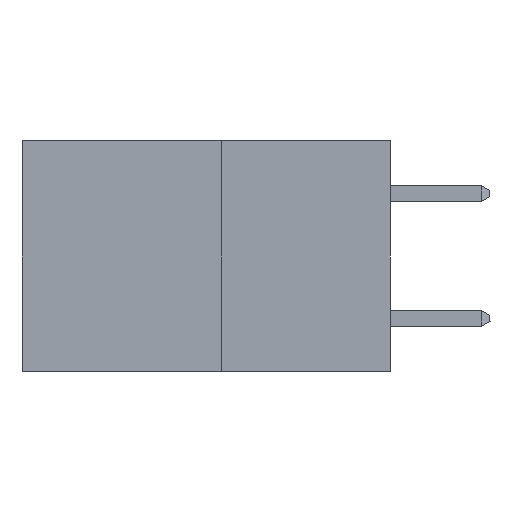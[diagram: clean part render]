
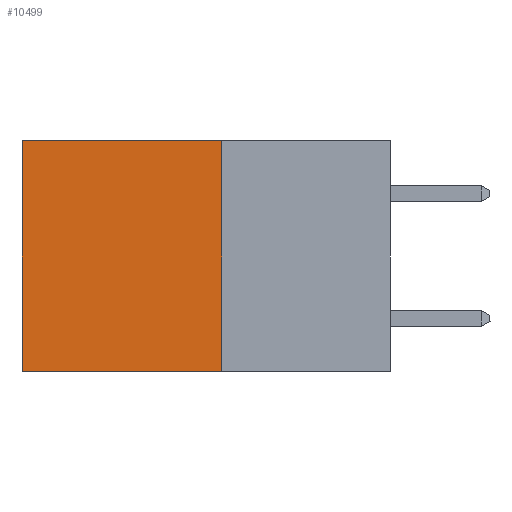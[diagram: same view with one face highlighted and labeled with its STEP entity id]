
A CAD part, left-side view. The second image highlights one B-rep face of the part: STEP entity #10499.
In plain terms, the highlighted planar face has unit normal (-1, 0, 0).
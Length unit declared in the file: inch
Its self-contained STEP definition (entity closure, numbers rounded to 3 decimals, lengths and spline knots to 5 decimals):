
#806 = DIRECTION ( 'NONE',  ( 1., 0., 0. ) ) ;
#3604 = ORIENTED_EDGE ( 'NONE', *, *, #6050, .F. ) ;
#4116 = EDGE_LOOP ( 'NONE', ( #16671, #3604, #18101, #19149 ) ) ;
#4626 = DIRECTION ( 'NONE',  ( 0., 0., -1. ) ) ;
#4755 = LINE ( 'NONE', #7942, #15276 ) ;
#5114 = CARTESIAN_POINT ( 'NONE',  ( 0.277, 0.59, 0. ) ) ;
#5993 = CARTESIAN_POINT ( 'NONE',  ( 0.277, 0.59, -0.37 ) ) ;
#6050 = EDGE_CURVE ( 'NONE', #25197, #26322, #4755, .T. ) ;
#6268 = CARTESIAN_POINT ( 'NONE',  ( 0.277, 0.27, 0. ) ) ;
#7773 = AXIS2_PLACEMENT_3D ( 'NONE', #11259, #806, #15504 ) ;
#7862 = DIRECTION ( 'NONE',  ( 0., 1., 0. ) ) ;
#7942 = CARTESIAN_POINT ( 'NONE',  ( 0.277, 0.27, -0.37 ) ) ;
#8613 = EDGE_CURVE ( 'NONE', #20886, #10552, #19902, .T. ) ;
#8673 = VECTOR ( 'NONE', #19905, 39.37008 ) ;
#9608 = CARTESIAN_POINT ( 'NONE',  ( 0.277, 0.27, -0.37 ) ) ;
#9728 = VECTOR ( 'NONE', #4626, 39.37008 ) ;
#10499 = ADVANCED_FACE ( 'NONE', ( #17150 ), #23808, .F. ) ;
#10552 = VERTEX_POINT ( 'NONE', #5114 ) ;
#11259 = CARTESIAN_POINT ( 'NONE',  ( 0.277, 0.27, -0.37 ) ) ;
#15276 = VECTOR ( 'NONE', #7862, 39.37008 ) ;
#15504 = DIRECTION ( 'NONE',  ( 0., 0., -1. ) ) ;
#16671 = ORIENTED_EDGE ( 'NONE', *, *, #25370, .T. ) ;
#17150 = FACE_OUTER_BOUND ( 'NONE', #4116, .T. ) ;
#17225 = CARTESIAN_POINT ( 'NONE',  ( 0.277, 0.59, -0.37 ) ) ;
#17882 = VECTOR ( 'NONE', #26328, 39.37008 ) ;
#18101 = ORIENTED_EDGE ( 'NONE', *, *, #21990, .F. ) ;
#19149 = ORIENTED_EDGE ( 'NONE', *, *, #8613, .T. ) ;
#19902 = LINE ( 'NONE', #19988, #8673 ) ;
#19905 = DIRECTION ( 'NONE',  ( 0., 1., 0. ) ) ;
#19988 = CARTESIAN_POINT ( 'NONE',  ( 0.277, 0.27, 0. ) ) ;
#20886 = VERTEX_POINT ( 'NONE', #6268 ) ;
#21990 = EDGE_CURVE ( 'NONE', #20886, #25197, #23386, .T. ) ;
#22879 = CARTESIAN_POINT ( 'NONE',  ( 0.277, 0.27, -0.37 ) ) ;
#23386 = LINE ( 'NONE', #9608, #17882 ) ;
#23808 = PLANE ( 'NONE',  #7773 ) ;
#25197 = VERTEX_POINT ( 'NONE', #22879 ) ;
#25370 = EDGE_CURVE ( 'NONE', #10552, #26322, #25774, .T. ) ;
#25774 = LINE ( 'NONE', #17225, #9728 ) ;
#26322 = VERTEX_POINT ( 'NONE', #5993 ) ;
#26328 = DIRECTION ( 'NONE',  ( 0., 0., -1. ) ) ;
